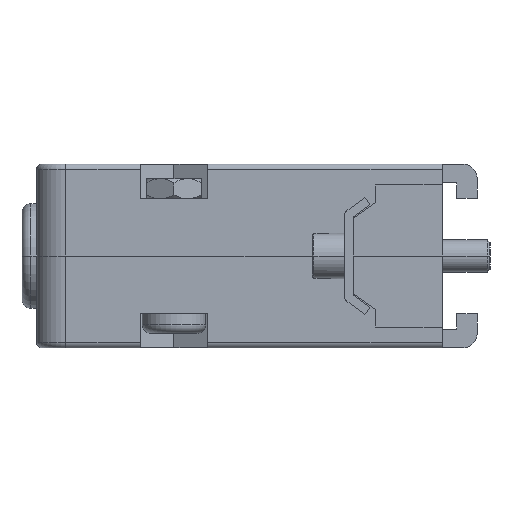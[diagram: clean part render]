
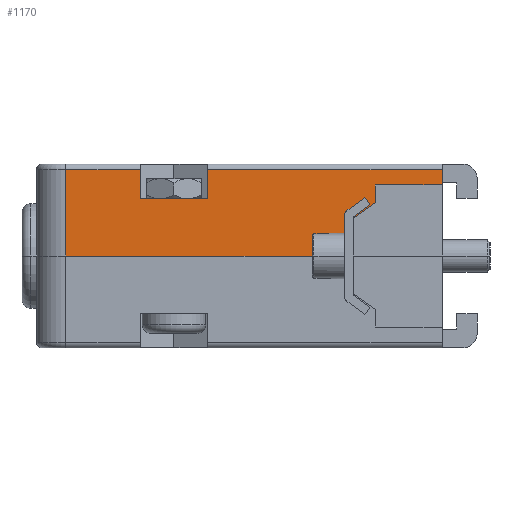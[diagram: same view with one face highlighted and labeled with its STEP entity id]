
A CAD part, left-side view. The second image highlights one B-rep face of the part: STEP entity #1170.
In plain terms, the highlighted face is planar.
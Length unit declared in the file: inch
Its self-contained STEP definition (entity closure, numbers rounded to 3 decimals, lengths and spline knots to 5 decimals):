
#956 = ORIENTED_EDGE ( 'NONE', *, *, #1165, .F. ) ;
#957 = ORIENTED_EDGE ( 'NONE', *, *, #958, .F. ) ;
#958 = EDGE_CURVE ( 'NONE', #1058, #1057, #4092, .T. ) ;
#959 = VERTEX_POINT ( 'NONE', #4030 ) ;
#960 = VERTEX_POINT ( 'NONE', #4029 ) ;
#961 = ORIENTED_EDGE ( 'NONE', *, *, #1065, .F. ) ;
#964 = EDGE_LOOP ( 'NONE', ( #1071, #961, #1118, #1148, #1066, #1098, #957, #1069, #956, #1167, #1143, #1146 ) ) ;
#1056 = EDGE_CURVE ( 'NONE', #1068, #1057, #4219, .T. ) ;
#1057 = VERTEX_POINT ( 'NONE', #4215 ) ;
#1058 = VERTEX_POINT ( 'NONE', #4214 ) ;
#1065 = EDGE_CURVE ( 'NONE', #1117, #960, #4296, .T. ) ;
#1066 = ORIENTED_EDGE ( 'NONE', *, *, #1067, .T. ) ;
#1067 = EDGE_CURVE ( 'NONE', #1150, #1068, #4280, .T. ) ;
#1068 = VERTEX_POINT ( 'NONE', #4281 ) ;
#1069 = ORIENTED_EDGE ( 'NONE', *, *, #1070, .F. ) ;
#1070 = EDGE_CURVE ( 'NONE', #959, #1058, #4361, .T. ) ;
#1071 = ORIENTED_EDGE ( 'NONE', *, *, #1072, .T. ) ;
#1072 = EDGE_CURVE ( 'NONE', #1171, #960, #4391, .T. ) ;
#1098 = ORIENTED_EDGE ( 'NONE', *, *, #1056, .T. ) ;
#1117 = VERTEX_POINT ( 'NONE', #4334 ) ;
#1118 = ORIENTED_EDGE ( 'NONE', *, *, #1119, .T. ) ;
#1119 = EDGE_CURVE ( 'NONE', #1117, #1120, #4371, .T. ) ;
#1120 = VERTEX_POINT ( 'NONE', #4367 ) ;
#1127 = EDGE_CURVE ( 'NONE', #1171, #1145, #4377, .T. ) ;
#1143 = ORIENTED_EDGE ( 'NONE', *, *, #1144, .F. ) ;
#1144 = EDGE_CURVE ( 'NONE', #1145, #1169, #4319, .T. ) ;
#1145 = VERTEX_POINT ( 'NONE', #4272 ) ;
#1146 = ORIENTED_EDGE ( 'NONE', *, *, #1127, .F. ) ;
#1148 = ORIENTED_EDGE ( 'NONE', *, *, #1149, .T. ) ;
#1149 = EDGE_CURVE ( 'NONE', #1120, #1150, #4271, .T. ) ;
#1150 = VERTEX_POINT ( 'NONE', #4267 ) ;
#1165 = EDGE_CURVE ( 'NONE', #1166, #959, #4596, .T. ) ;
#1166 = VERTEX_POINT ( 'NONE', #4637 ) ;
#1167 = ORIENTED_EDGE ( 'NONE', *, *, #1168, .F. ) ;
#1168 = EDGE_CURVE ( 'NONE', #1169, #1166, #4628, .T. ) ;
#1169 = VERTEX_POINT ( 'NONE', #4678 ) ;
#1170 = ADVANCED_FACE ( 'NONE', ( #4677 ), #4633, .T. ) ;
#1171 = VERTEX_POINT ( 'NONE', #4691 ) ;
#4029 = CARTESIAN_POINT ( 'NONE',  ( 0.4075, 0.11, -0.296 ) ) ;
#4030 = CARTESIAN_POINT ( 'NONE',  ( 0.4075, -0.391, -0.13 ) ) ;
#4031 = DIRECTION ( 'NONE',  ( 0., 1., 0. ) ) ;
#4032 = VECTOR ( 'NONE', #4031, 39.37008 ) ;
#4091 = CARTESIAN_POINT ( 'NONE',  ( 0.4075, 0.597, 0. ) ) ;
#4092 = LINE ( 'NONE', #4091, #4032 ) ;
#4214 = CARTESIAN_POINT ( 'NONE',  ( 0.4075, -0.391, 0. ) ) ;
#4215 = CARTESIAN_POINT ( 'NONE',  ( 0.4075, 0.597, 0. ) ) ;
#4216 = DIRECTION ( 'NONE',  ( 0., 0., 1. ) ) ;
#4217 = VECTOR ( 'NONE', #4216, 39.37008 ) ;
#4218 = CARTESIAN_POINT ( 'NONE',  ( 0.4075, 0.597, -0.316 ) ) ;
#4219 = LINE ( 'NONE', #4218, #4217 ) ;
#4267 = CARTESIAN_POINT ( 'NONE',  ( 0.4075, 0.34, -0.296 ) ) ;
#4268 = DIRECTION ( 'NONE',  ( 0., 0., -1. ) ) ;
#4269 = VECTOR ( 'NONE', #4268, 39.37008 ) ;
#4270 = CARTESIAN_POINT ( 'NONE',  ( 0.4075, 0.34, -0.196 ) ) ;
#4271 = LINE ( 'NONE', #4270, #4269 ) ;
#4272 = CARTESIAN_POINT ( 'NONE',  ( 0.4075, -0.697, -0.244 ) ) ;
#4275 = DIRECTION ( 'NONE',  ( 0., 1., 0. ) ) ;
#4276 = VECTOR ( 'NONE', #4275, 39.37008 ) ;
#4277 = CARTESIAN_POINT ( 'NONE',  ( 0.4075, 0.597, -0.296 ) ) ;
#4279 = CARTESIAN_POINT ( 'NONE',  ( 0.4075, 0.11, -0.196 ) ) ;
#4280 = LINE ( 'NONE', #4277, #4276 ) ;
#4281 = CARTESIAN_POINT ( 'NONE',  ( 0.4075, 0.597, -0.296 ) ) ;
#4293 = DIRECTION ( 'NONE',  ( 0., 1., 0. ) ) ;
#4294 = VECTOR ( 'NONE', #4293, 39.37008 ) ;
#4295 = CARTESIAN_POINT ( 'NONE',  ( 0.4075, 0.597, -0.296 ) ) ;
#4296 = LINE ( 'NONE', #4279, #4298 ) ;
#4297 = DIRECTION ( 'NONE',  ( 0., 0., -1. ) ) ;
#4298 = VECTOR ( 'NONE', #4297, 39.37008 ) ;
#4311 = DIRECTION ( 'NONE',  ( 0., 1., 0. ) ) ;
#4312 = VECTOR ( 'NONE', #4311, 39.37008 ) ;
#4313 = CARTESIAN_POINT ( 'NONE',  ( 0.4075, -0.467, -0.244 ) ) ;
#4319 = LINE ( 'NONE', #4313, #4312 ) ;
#4320 = VECTOR ( 'NONE', #4359, 39.37008 ) ;
#4334 = CARTESIAN_POINT ( 'NONE',  ( 0.4075, 0.11, -0.196 ) ) ;
#4359 = DIRECTION ( 'NONE',  ( 0., 0., 1. ) ) ;
#4360 = CARTESIAN_POINT ( 'NONE',  ( 0.4075, -0.391, 0. ) ) ;
#4361 = LINE ( 'NONE', #4360, #4320 ) ;
#4367 = CARTESIAN_POINT ( 'NONE',  ( 0.4075, 0.34, -0.196 ) ) ;
#4368 = DIRECTION ( 'NONE',  ( 0., 1., 0. ) ) ;
#4369 = VECTOR ( 'NONE', #4368, 39.37008 ) ;
#4370 = CARTESIAN_POINT ( 'NONE',  ( 0.4075, 0.34, -0.196 ) ) ;
#4371 = LINE ( 'NONE', #4370, #4369 ) ;
#4374 = DIRECTION ( 'NONE',  ( 0., 0., 1. ) ) ;
#4375 = VECTOR ( 'NONE', #4374, 39.37008 ) ;
#4376 = CARTESIAN_POINT ( 'NONE',  ( 0.4075, -0.697, -0.316 ) ) ;
#4377 = LINE ( 'NONE', #4376, #4375 ) ;
#4391 = LINE ( 'NONE', #4295, #4294 ) ;
#4596 = LINE ( 'NONE', #4650, #4690 ) ;
#4627 = CARTESIAN_POINT ( 'NONE',  ( 0.4075, -0.467, -0.184 ) ) ;
#4628 = LINE ( 'NONE', #4627, #4680 ) ;
#4633 = PLANE ( 'NONE',  #4688 ) ;
#4637 = CARTESIAN_POINT ( 'NONE',  ( 0.4075, -0.467, -0.184 ) ) ;
#4650 = CARTESIAN_POINT ( 'NONE',  ( 0.4075, -0.391, -0.13 ) ) ;
#4677 = FACE_OUTER_BOUND ( 'NONE', #964, .T. ) ;
#4678 = CARTESIAN_POINT ( 'NONE',  ( 0.4075, -0.467, -0.244 ) ) ;
#4679 = DIRECTION ( 'NONE',  ( 0., 0., 1. ) ) ;
#4680 = VECTOR ( 'NONE', #4679, 39.37008 ) ;
#4686 = DIRECTION ( 'NONE',  ( 1., 0., 0. ) ) ;
#4687 = CARTESIAN_POINT ( 'NONE',  ( 0.4075, 0.597, -0.316 ) ) ;
#4688 = AXIS2_PLACEMENT_3D ( 'NONE', #4687, #4686, #4692 ) ;
#4689 = DIRECTION ( 'NONE',  ( 0., 0.815, 0.579 ) ) ;
#4690 = VECTOR ( 'NONE', #4689, 39.37008 ) ;
#4691 = CARTESIAN_POINT ( 'NONE',  ( 0.4075, -0.697, -0.296 ) ) ;
#4692 = DIRECTION ( 'NONE',  ( 0., 1., 0. ) ) ;
